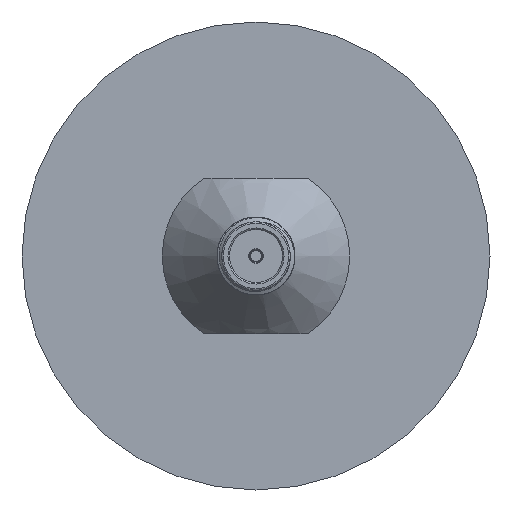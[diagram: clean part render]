
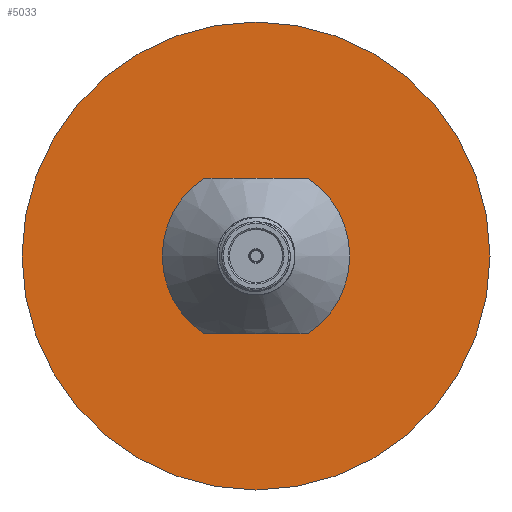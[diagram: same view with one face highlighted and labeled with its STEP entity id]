
A CAD part, left-side view. The second image highlights one B-rep face of the part: STEP entity #5033.
In plain terms, the highlighted planar face has unit normal (-1, 0, 0).
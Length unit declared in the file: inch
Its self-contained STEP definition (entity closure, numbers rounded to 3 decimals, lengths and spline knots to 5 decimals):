
#1272 = CIRCLE ( 'NONE', #3677, 0.75 ) ;
#1292 = FACE_OUTER_BOUND ( 'NONE', #5062, .T. ) ;
#1557 = VERTEX_POINT ( 'NONE', #3478 ) ;
#1743 = DIRECTION ( 'NONE',  ( 0., 1., 0. ) ) ;
#1891 = DIRECTION ( 'NONE',  ( -1., 0., 0. ) ) ;
#2083 = CARTESIAN_POINT ( 'NONE',  ( 0.67716, -0.75, 0. ) ) ;
#2220 = PLANE ( 'NONE',  #4080 ) ;
#3204 = FACE_BOUND ( 'NONE', #3619, .T. ) ;
#3318 = ORIENTED_EDGE ( 'NONE', *, *, #5318, .F. ) ;
#3319 = CARTESIAN_POINT ( 'NONE',  ( 0.67716, 0., 0. ) ) ;
#3348 = DIRECTION ( 'NONE',  ( -1., 0., 0. ) ) ;
#3478 = CARTESIAN_POINT ( 'NONE',  ( 0.67716, -0.22525, 0. ) ) ;
#3619 = EDGE_LOOP ( 'NONE', ( #3318 ) ) ;
#3677 = AXIS2_PLACEMENT_3D ( 'NONE', #3319, #3348, #5709 ) ;
#3992 = CIRCLE ( 'NONE', #5592, 0.22525 ) ;
#4080 = AXIS2_PLACEMENT_3D ( 'NONE', #5099, #5665, #1743 ) ;
#5033 = ADVANCED_FACE ( 'NONE', ( #1292, #3204 ), #2220, .F. ) ;
#5062 = EDGE_LOOP ( 'NONE', ( #5630 ) ) ;
#5099 = CARTESIAN_POINT ( 'NONE',  ( 0.67716, 0., 0. ) ) ;
#5184 = EDGE_CURVE ( 'NONE', #5905, #5905, #1272, .T. ) ;
#5318 = EDGE_CURVE ( 'NONE', #1557, #1557, #3992, .T. ) ;
#5368 = DIRECTION ( 'NONE',  ( 0., -1., 0. ) ) ;
#5592 = AXIS2_PLACEMENT_3D ( 'NONE', #6228, #1891, #5368 ) ;
#5630 = ORIENTED_EDGE ( 'NONE', *, *, #5184, .T. ) ;
#5665 = DIRECTION ( 'NONE',  ( 1., 0., 0. ) ) ;
#5709 = DIRECTION ( 'NONE',  ( 0., -1., 0. ) ) ;
#5905 = VERTEX_POINT ( 'NONE', #2083 ) ;
#6228 = CARTESIAN_POINT ( 'NONE',  ( 0.67716, 0., 0. ) ) ;
